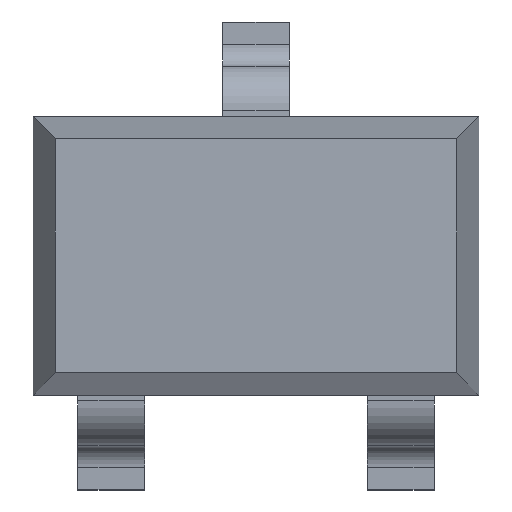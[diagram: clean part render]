
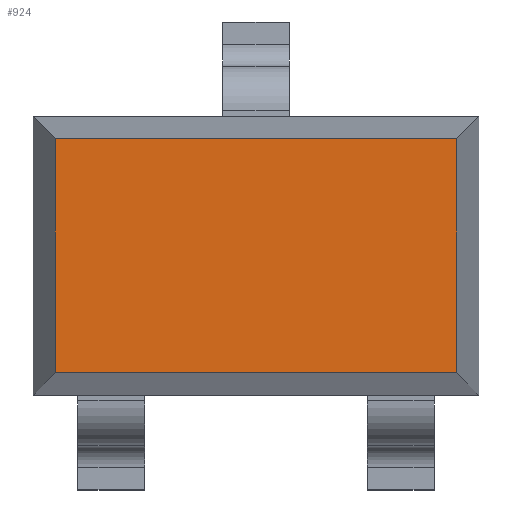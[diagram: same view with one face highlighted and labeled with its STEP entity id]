
A CAD part, top view. The second image highlights one B-rep face of the part: STEP entity #924.
In plain terms, the highlighted planar face has unit normal (0, 0, 1).
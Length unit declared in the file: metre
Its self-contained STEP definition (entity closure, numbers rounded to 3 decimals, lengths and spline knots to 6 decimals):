
#278=ORIENTED_EDGE('',*,*,#426,.T.);
#279=ORIENTED_EDGE('',*,*,#427,.T.);
#280=ORIENTED_EDGE('',*,*,#428,.T.);
#281=ORIENTED_EDGE('',*,*,#429,.T.);
#426=EDGE_CURVE('',#518,#519,#614,.T.);
#427=EDGE_CURVE('',#519,#520,#615,.T.);
#428=EDGE_CURVE('',#520,#521,#616,.T.);
#429=EDGE_CURVE('',#521,#518,#617,.T.);
#518=VERTEX_POINT('',#1552);
#519=VERTEX_POINT('',#1553);
#520=VERTEX_POINT('',#1555);
#521=VERTEX_POINT('',#1557);
#614=LINE('',#1551,#718);
#615=LINE('',#1554,#719);
#616=LINE('',#1556,#720);
#617=LINE('',#1558,#721);
#718=VECTOR('',#1286,1.);
#719=VECTOR('',#1287,1.);
#720=VECTOR('',#1288,1.);
#721=VECTOR('',#1289,1.);
#780=EDGE_LOOP('',(#278,#279,#280,#281));
#832=FACE_BOUND('',#780,.T.);
#872=PLANE('',#1050);
#924=ADVANCED_FACE('',(#832),#872,.T.);
#1050=AXIS2_PLACEMENT_3D('',#1550,#1284,#1285);
#1284=DIRECTION('',(0.,0.,1.));
#1285=DIRECTION('',(1.,0.,0.));
#1286=DIRECTION('',(0.,1.,0.));
#1287=DIRECTION('',(-1.,0.,0.));
#1288=DIRECTION('',(0.,-1.,0.));
#1289=DIRECTION('',(1.,0.,0.));
#1550=CARTESIAN_POINT('',(0.,0.,0.0011));
#1551=CARTESIAN_POINT('',(0.0009,0.,0.0011));
#1552=CARTESIAN_POINT('',(0.0009,-0.000525,0.0011));
#1553=CARTESIAN_POINT('',(0.0009,0.000525,0.0011));
#1554=CARTESIAN_POINT('',(0.,0.000525,0.0011));
#1555=CARTESIAN_POINT('',(-0.0009,0.000525,0.0011));
#1556=CARTESIAN_POINT('',(-0.0009,-0.000625,0.0011));
#1557=CARTESIAN_POINT('',(-0.0009,-0.000525,0.0011));
#1558=CARTESIAN_POINT('',(0.001,-0.000525,0.0011));
